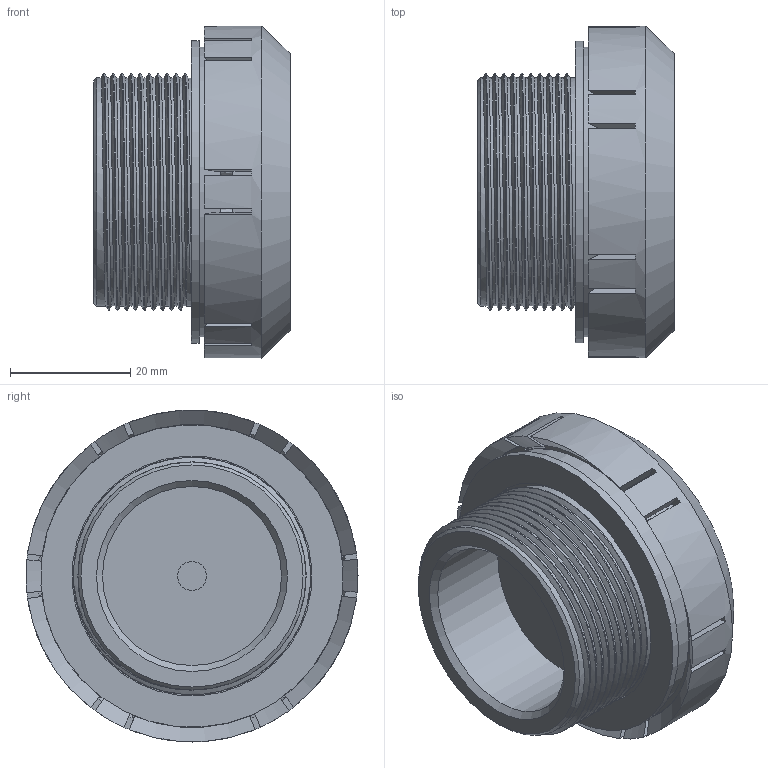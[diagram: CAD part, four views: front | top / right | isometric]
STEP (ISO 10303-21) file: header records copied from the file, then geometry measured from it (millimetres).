
FILE_DESCRIPTION(/* description */ ('DAE Kunststoff M40'),/* implementation_level */ '2;1');
FILE_NAME(/* name */ '11087540HLD-RST.stp',/* time_stamp */ '2020-04-15T08:38:05+02:00',/* author */ ('sl'),/* organization */ (''),/* preprocessor_version */ 'ST-DEVELOPER v16.5',/* originating_system */ 'Autodesk Inventor 2017',/* authorisation */ '');
FILE_SCHEMA (('AUTOMOTIVE_DESIGN { 1 0 10303 214 3 1 1 }'));
Length unit declared in the file: millimetre
Products named in the file (6): UL-DAE-06-BG-0001-1x087540HLD; 13087540; 13087540_1; 13087540_2; 13087540_3; 13087540_4
Assembly tree (5 placements, depth 2):
  UL-DAE-06-BG-0001-1x087540HLD
    13087540
    13087540_1
    13087540_2
    13087540_3
    13087540_4
Bounding box: 32.8 x 55.3 x 55.3 mm (x, y, z)
Volume: 29520.2 mm3; surface area: 28873.8 mm2
Topology: 5 solids, 5 shells, 591 faces, 1529 edges, 947 vertices
Faces by surface type: cylinder 224, plane 176, torus 76, sphere 42, bspline 38, cone 35
Full cylindrical faces by diameter (mm): 4.8 x1, 29.8 x1, 29.85 x1, 32.2 x1, 33.4 x1, 38 x10, 40 x2, 40.6 x1, 42.17 x1, 48.25 x1, 50.4 x1, 55.3 x1
Entity records: 20486 total; most frequent: CARTESIAN_POINT 5897, DIRECTION 3288, ORIENTED_EDGE 2928, EDGE_CURVE 1464, AXIS2_PLACEMENT_3D 1327, VERTEX_POINT 915, CIRCLE 725, LINE 634
